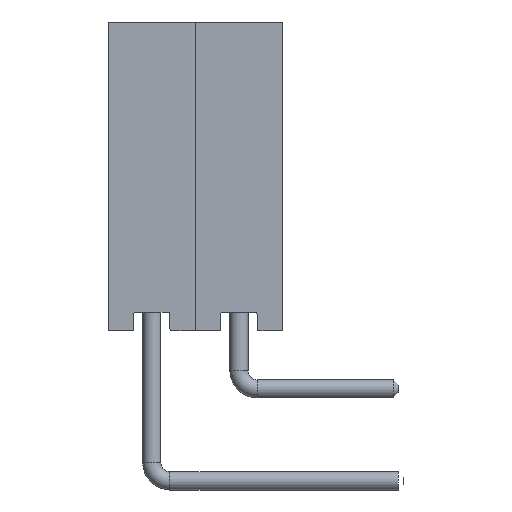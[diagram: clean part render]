
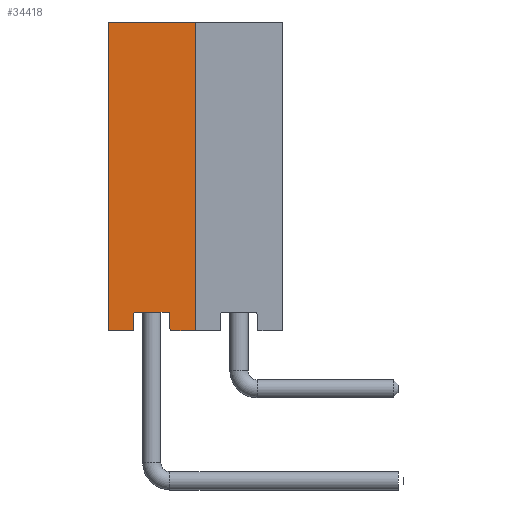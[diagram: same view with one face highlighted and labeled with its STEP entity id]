
A CAD part, left-side view. The second image highlights one B-rep face of the part: STEP entity #34418.
In plain terms, the highlighted planar face has unit normal (-1, 0, 0).
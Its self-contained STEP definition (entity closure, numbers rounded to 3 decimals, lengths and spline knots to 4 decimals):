
#1807=PLANE('',#36783);
#3538=FACE_OUTER_BOUND('',#5780,.T.);
#5780=EDGE_LOOP('',(#23758,#23759,#23760,#23761,#23762,#23763,#23764,#23765,
#23766,#23767,#23768,#23769));
#8119=LINE('',#52350,#10959);
#8122=LINE('',#52356,#10962);
#8123=LINE('',#52360,#10963);
#8124=LINE('',#52364,#10964);
#8125=LINE('',#52368,#10965);
#8126=LINE('',#52370,#10966);
#8127=LINE('',#52372,#10967);
#8128=LINE('',#52373,#10968);
#10959=VECTOR('',#41048,10.);
#10962=VECTOR('',#41053,10.);
#10963=VECTOR('',#41056,10.);
#10964=VECTOR('',#41059,10.);
#10965=VECTOR('',#41062,10.);
#10966=VECTOR('',#41063,10.);
#10967=VECTOR('',#41064,10.);
#10968=VECTOR('',#41065,10.);
#13741=CIRCLE('',#36780,0.05);
#13743=CIRCLE('',#36784,0.05);
#13744=CIRCLE('',#36785,0.05);
#13745=CIRCLE('',#36786,0.05);
#15096=VERTEX_POINT('',#52340);
#15097=VERTEX_POINT('',#52341);
#15100=VERTEX_POINT('',#52349);
#15102=VERTEX_POINT('',#52355);
#15103=VERTEX_POINT('',#52357);
#15104=VERTEX_POINT('',#52359);
#15105=VERTEX_POINT('',#52361);
#15106=VERTEX_POINT('',#52363);
#15107=VERTEX_POINT('',#52365);
#15108=VERTEX_POINT('',#52367);
#15109=VERTEX_POINT('',#52369);
#15110=VERTEX_POINT('',#52371);
#18335=EDGE_CURVE('',#15096,#15097,#13741,.T.);
#18339=EDGE_CURVE('',#15097,#15100,#8119,.T.);
#18342=EDGE_CURVE('',#15096,#15102,#8122,.T.);
#18343=EDGE_CURVE('',#15103,#15102,#13743,.T.);
#18344=EDGE_CURVE('',#15103,#15104,#8123,.T.);
#18345=EDGE_CURVE('',#15105,#15104,#13744,.T.);
#18346=EDGE_CURVE('',#15105,#15106,#8124,.T.);
#18347=EDGE_CURVE('',#15107,#15106,#13745,.T.);
#18348=EDGE_CURVE('',#15108,#15107,#8125,.T.);
#18349=EDGE_CURVE('',#15108,#15109,#8126,.T.);
#18350=EDGE_CURVE('',#15110,#15109,#8127,.T.);
#18351=EDGE_CURVE('',#15100,#15110,#8128,.T.);
#23758=ORIENTED_EDGE('',*,*,#18335,.F.);
#23759=ORIENTED_EDGE('',*,*,#18342,.T.);
#23760=ORIENTED_EDGE('',*,*,#18343,.F.);
#23761=ORIENTED_EDGE('',*,*,#18344,.T.);
#23762=ORIENTED_EDGE('',*,*,#18345,.F.);
#23763=ORIENTED_EDGE('',*,*,#18346,.T.);
#23764=ORIENTED_EDGE('',*,*,#18347,.F.);
#23765=ORIENTED_EDGE('',*,*,#18348,.F.);
#23766=ORIENTED_EDGE('',*,*,#18349,.T.);
#23767=ORIENTED_EDGE('',*,*,#18350,.F.);
#23768=ORIENTED_EDGE('',*,*,#18351,.F.);
#23769=ORIENTED_EDGE('',*,*,#18339,.F.);
#34418=ADVANCED_FACE('',(#3538),#1807,.T.);
#36780=AXIS2_PLACEMENT_3D('',#52342,#41040,#41041);
#36783=AXIS2_PLACEMENT_3D('',#52354,#41051,#41052);
#36784=AXIS2_PLACEMENT_3D('',#52358,#41054,#41055);
#36785=AXIS2_PLACEMENT_3D('',#52362,#41057,#41058);
#36786=AXIS2_PLACEMENT_3D('',#52366,#41060,#41061);
#41040=DIRECTION('center_axis',(1.,0.,0.));
#41041=DIRECTION('ref_axis',(0.,-0.707,-0.707));
#41048=DIRECTION('',(0.,1.,0.));
#41051=DIRECTION('center_axis',(-1.,0.,0.));
#41052=DIRECTION('ref_axis',(0.,-1.,0.));
#41053=DIRECTION('',(0.,0.,1.));
#41054=DIRECTION('center_axis',(-1.,0.,0.));
#41055=DIRECTION('ref_axis',(0.,0.707,0.707));
#41056=DIRECTION('',(0.,-1.,0.));
#41057=DIRECTION('center_axis',(-1.,0.,0.));
#41058=DIRECTION('ref_axis',(0.,-0.707,0.707));
#41059=DIRECTION('',(0.,0.,-1.));
#41060=DIRECTION('center_axis',(1.,0.,0.));
#41061=DIRECTION('ref_axis',(0.,0.707,-0.707));
#41062=DIRECTION('',(0.,1.,0.));
#41063=DIRECTION('',(0.,0.,1.));
#41064=DIRECTION('',(0.,-1.,0.));
#41065=DIRECTION('',(0.,0.,1.));
#52340=CARTESIAN_POINT('',(0.,1.7,0.05));
#52341=CARTESIAN_POINT('',(0.,1.75,0.));
#52342=CARTESIAN_POINT('Origin',(0.,1.75,0.05));
#52349=CARTESIAN_POINT('',(0.,2.4,0.));
#52350=CARTESIAN_POINT('',(0.,0.,0.));
#52354=CARTESIAN_POINT('Origin',(0.,2.4,0.));
#52355=CARTESIAN_POINT('',(0.,1.7,0.45));
#52356=CARTESIAN_POINT('',(0.,1.7,0.));
#52357=CARTESIAN_POINT('',(0.,1.65,0.5));
#52358=CARTESIAN_POINT('Origin',(0.,1.65,0.45));
#52359=CARTESIAN_POINT('',(0.,0.75,0.5));
#52360=CARTESIAN_POINT('',(0.,1.8,0.5));
#52361=CARTESIAN_POINT('',(0.,0.7,0.45));
#52362=CARTESIAN_POINT('Origin',(0.,0.75,0.45));
#52363=CARTESIAN_POINT('',(0.,0.7,0.05));
#52364=CARTESIAN_POINT('',(0.,0.7,0.));
#52365=CARTESIAN_POINT('',(0.,0.65,0.));
#52366=CARTESIAN_POINT('Origin',(0.,0.65,0.05));
#52367=CARTESIAN_POINT('',(0.,0.,0.));
#52368=CARTESIAN_POINT('',(0.,0.,0.));
#52369=CARTESIAN_POINT('',(0.,0.,8.5));
#52370=CARTESIAN_POINT('',(0.,0.,0.));
#52371=CARTESIAN_POINT('',(0.,2.4,8.5));
#52372=CARTESIAN_POINT('',(0.,0.,8.5));
#52373=CARTESIAN_POINT('',(0.,2.4,0.));
